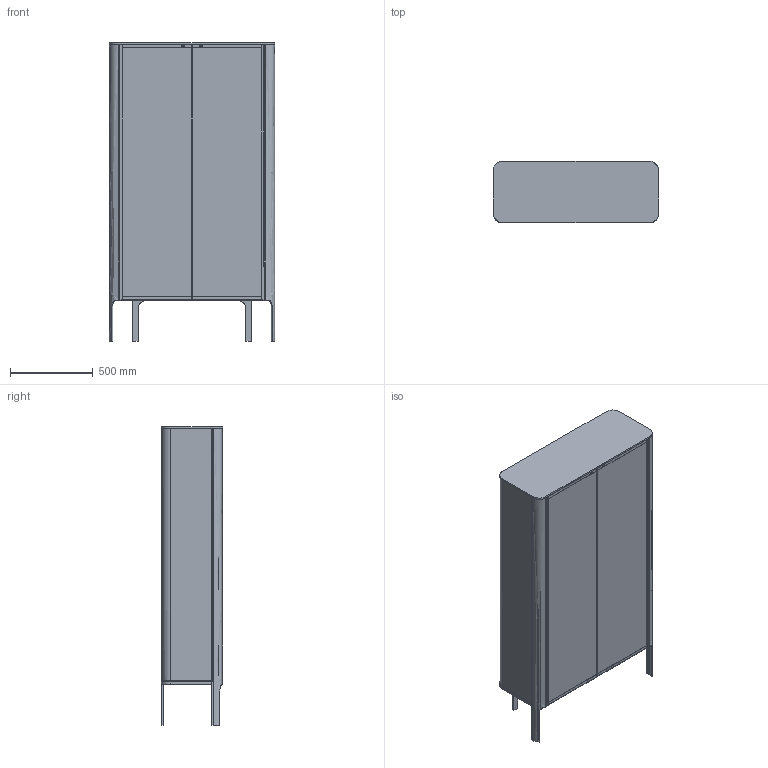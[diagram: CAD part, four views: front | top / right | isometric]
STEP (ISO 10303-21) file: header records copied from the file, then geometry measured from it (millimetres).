
FILE_DESCRIPTION(/* description */ (''),/* implementation_level */ '2;1');
FILE_NAME(/* name */ '213800 - Aura',/* time_stamp */ '2015-09-14T11:20:31+02:00',/* author */ (''),/* organization */ (''),/* preprocessor_version */ 'ST-DEVELOPER v10',/* originating_system */ '',/* authorisation */ '');
FILE_SCHEMA (('CONFIG_CONTROL_DESIGN'));
Length unit declared in the file: millimetre
Products named in the file (1): 1
Bounding box: 1000 x 372 x 1810 mm (x, y, z)
Volume: 44411970.7 mm3; surface area: 12383543.6 mm2
Topology: 36 solids, 36 shells, 424 faces, 1058 edges, 706 vertices
Faces by surface type: plane 274, bspline 150
Entity records: 12174 total; most frequent: CARTESIAN_POINT 5224, ORIENTED_EDGE 2118, EDGE_CURVE 1059, B_SPLINE_CURVE_WITH_KNOTS 764, VERTEX_POINT 707, EDGE_LOOP 444, ADVANCED_FACE 424, FACE_OUTER_BOUND 424
